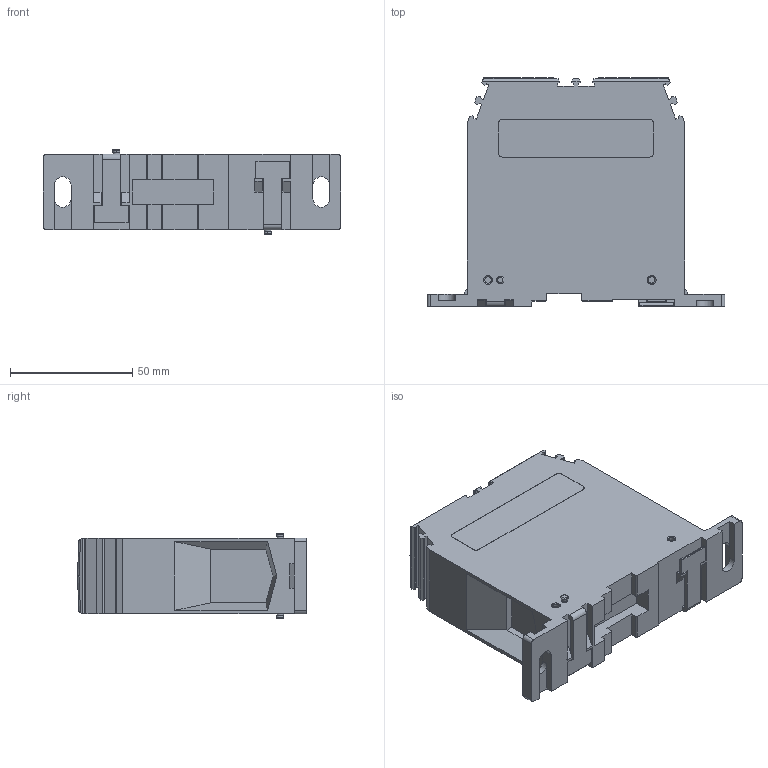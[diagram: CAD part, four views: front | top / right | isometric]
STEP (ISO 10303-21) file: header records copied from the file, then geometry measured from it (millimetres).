
FILE_DESCRIPTION((''),'2;1');
FILE_NAME('003903213_ESC-GPA_150_FIX_ASM','2022-07-14T10:29:25',('klemen.sitar'),('Audax d.o.o.'),'CREO PARAMETRIC BY PTC INC, 2021304','CREO PARAMETRIC BY PTC INC, 2021304','');
FILE_SCHEMA(('AP242_MANAGED_MODEL_BASED_3D_ENGINEERING_MIM_LF { 1 0 10303 442 1 1 4 }'));
Length unit declared in the file: millimetre
Products named in the file (3): GPA_150_FIX-89870_1; TYPE_1___FI-8_08MM; 003903213_ESC-GPA_150_FIX_ASM
Assembly tree (3 placements, depth 2):
  003903213_ESC-GPA_150_FIX_ASM
    GPA_150_FIX-89870_1
    TYPE_1___FI-8_08MM  x2
Bounding box: 122 x 93.74 x 35 mm (x, y, z)
Volume: 227851.1 mm3; surface area: 35656.9 mm2
Topology: 3 solids, 3 shells, 383 faces, 1053 edges, 679 vertices
Faces by surface type: plane 239, cylinder 76, cone 40, torus 16, bspline 8, sphere 4
Entity records: 16675 total; most frequent: CARTESIAN_POINT 2606, ORIENTED_EDGE 1858, DIRECTION 1772, PRESENTATION_STYLE_ASSIGNMENT 1233, STYLED_ITEM 1233, CURVE_STYLE 934, EDGE_CURVE 929, VECTOR 682
